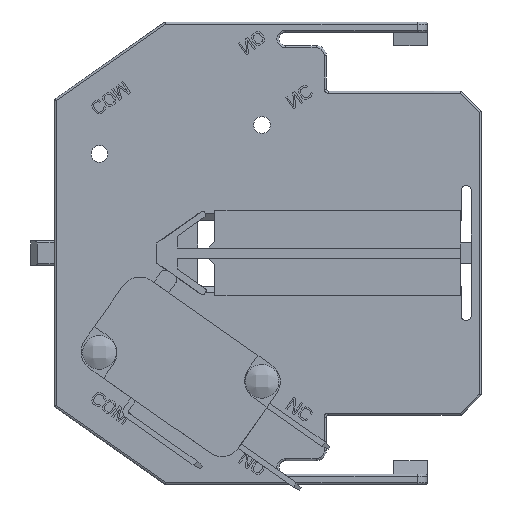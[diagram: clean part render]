
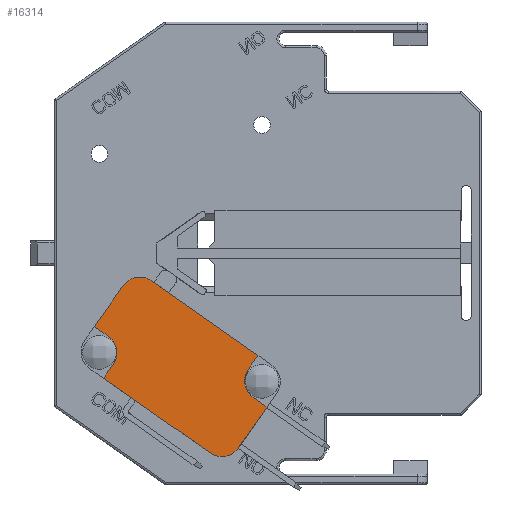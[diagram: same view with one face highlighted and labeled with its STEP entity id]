
A CAD part, left-side view. The second image highlights one B-rep face of the part: STEP entity #16314.
In plain terms, the highlighted planar face has unit normal (-1, 0, 0).
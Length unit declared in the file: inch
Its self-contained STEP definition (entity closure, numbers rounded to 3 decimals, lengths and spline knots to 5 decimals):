
#35 = AXIS2_PLACEMENT_3D ( 'NONE', #20678, #27549, #18314 ) ;
#206 = DIRECTION ( 'NONE',  ( 1., 0., 0. ) ) ;
#242 = VECTOR ( 'NONE', #23163, 39.37008 ) ;
#475 = EDGE_CURVE ( 'NONE', #17685, #4684, #29818, .T. ) ;
#741 = VECTOR ( 'NONE', #23128, 39.37008 ) ;
#932 = CARTESIAN_POINT ( 'NONE',  ( -0.40157, 2.09057, -0.18979 ) ) ;
#1242 = LINE ( 'NONE', #5828, #4535 ) ;
#1500 = CARTESIAN_POINT ( 'NONE',  ( -0.40157, 1.3311, -0.84173 ) ) ;
#2128 = VECTOR ( 'NONE', #3992, 39.37008 ) ;
#2890 = EDGE_CURVE ( 'NONE', #24836, #13616, #26435, .T. ) ;
#3250 = CIRCLE ( 'NONE', #28494, 0.11811 ) ;
#3622 = CARTESIAN_POINT ( 'NONE',  ( -0.40157, 2.2045, -0.73001 ) ) ;
#3747 = AXIS2_PLACEMENT_3D ( 'NONE', #7979, #24354, #10350 ) ;
#3992 = DIRECTION ( 'NONE',  ( 0., -0.574, 0.819 ) ) ;
#4158 = CARTESIAN_POINT ( 'NONE',  ( -0.40157, 1.30365, -0.59661 ) ) ;
#4324 = EDGE_CURVE ( 'NONE', #12683, #17685, #13512, .T. ) ;
#4417 = EDGE_CURVE ( 'NONE', #17839, #21384, #3250, .T. ) ;
#4517 = EDGE_CURVE ( 'NONE', #29923, #13130, #14603, .T. ) ;
#4535 = VECTOR ( 'NONE', #6225, 39.37008 ) ;
#4684 = VERTEX_POINT ( 'NONE', #29860 ) ;
#4852 = ORIENTED_EDGE ( 'NONE', *, *, #2890, .F. ) ;
#5009 = CARTESIAN_POINT ( 'NONE',  ( -0.40157, 1.92608, -0.16078 ) ) ;
#5828 = CARTESIAN_POINT ( 'NONE',  ( -0.40157, 1.92608, -0.16078 ) ) ;
#6225 = DIRECTION ( 'NONE',  ( 0., -0.819, -0.574 ) ) ;
#6770 = CARTESIAN_POINT ( 'NONE',  ( -0.40157, 2.17705, -0.48489 ) ) ;
#7521 = EDGE_CURVE ( 'NONE', #4684, #29923, #7918, .T. ) ;
#7918 = LINE ( 'NONE', #6770, #242 ) ;
#7979 = CARTESIAN_POINT ( 'NONE',  ( -0.40157, 2.2448, -0.58164 ) ) ;
#8085 = EDGE_CURVE ( 'NONE', #21576, #21126, #21433, .T. ) ;
#8222 = CARTESIAN_POINT ( 'NONE',  ( -0.40157, 1.58207, -1.16584 ) ) ;
#8743 = CARTESIAN_POINT ( 'NONE',  ( -0.40157, 1.58207, -1.16584 ) ) ;
#8879 = DIRECTION ( 'NONE',  ( 1., 0., 0. ) ) ;
#9210 = CARTESIAN_POINT ( 'NONE',  ( -0.40157, 1.51433, -1.06909 ) ) ;
#9254 = CARTESIAN_POINT ( 'NONE',  ( -0.40157, 1.26335, -0.74498 ) ) ;
#9810 = EDGE_LOOP ( 'NONE', ( #17497, #29309, #24659, #14699, #12318, #29987, #21034, #4852, #23648, #19320, #13379, #25866, #26205 ) ) ;
#9813 = CARTESIAN_POINT ( 'NONE',  ( -0.40157, 1.41758, -1.13683 ) ) ;
#10079 = VECTOR ( 'NONE', #16584, 39.37008 ) ;
#10179 = EDGE_CURVE ( 'NONE', #21819, #12683, #19809, .T. ) ;
#10350 = DIRECTION ( 'NONE',  ( 0., 0., -1. ) ) ;
#10854 = EDGE_CURVE ( 'NONE', #21384, #21576, #13199, .T. ) ;
#11555 = CARTESIAN_POINT ( 'NONE',  ( -0.40157, 1.75408, -0.66331 ) ) ;
#12239 = AXIS2_PLACEMENT_3D ( 'NONE', #9210, #206, #23433 ) ;
#12318 = ORIENTED_EDGE ( 'NONE', *, *, #4417, .F. ) ;
#12510 = CARTESIAN_POINT ( 'NONE',  ( -0.40157, 1.99382, -0.13942 ) ) ;
#12683 = VERTEX_POINT ( 'NONE', #24140 ) ;
#12900 = VERTEX_POINT ( 'NONE', #4158 ) ;
#13130 = VERTEX_POINT ( 'NONE', #932 ) ;
#13199 = LINE ( 'NONE', #27724, #741 ) ;
#13379 = ORIENTED_EDGE ( 'NONE', *, *, #7521, .F. ) ;
#13512 = LINE ( 'NONE', #3622, #23017 ) ;
#13517 = EDGE_CURVE ( 'NONE', #21126, #21819, #14519, .T. ) ;
#13616 = VERTEX_POINT ( 'NONE', #5009 ) ;
#14515 = CARTESIAN_POINT ( 'NONE',  ( -0.40157, 2.25768, -0.42844 ) ) ;
#14519 = CIRCLE ( 'NONE', #12239, 0.11811 ) ;
#14603 = LINE ( 'NONE', #27128, #2128 ) ;
#14699 = ORIENTED_EDGE ( 'NONE', *, *, #10854, .F. ) ;
#15091 = FACE_OUTER_BOUND ( 'NONE', #9810, .T. ) ;
#15274 = AXIS2_PLACEMENT_3D ( 'NONE', #20021, #29131, #24548 ) ;
#16314 = ADVANCED_FACE ( 'NONE', ( #15091 ), #22904, .F. ) ;
#16584 = DIRECTION ( 'NONE',  ( 0., 0.574, -0.819 ) ) ;
#17246 = LINE ( 'NONE', #19086, #24957 ) ;
#17497 = ORIENTED_EDGE ( 'NONE', *, *, #10179, .F. ) ;
#17685 = VERTEX_POINT ( 'NONE', #20769 ) ;
#17839 = VERTEX_POINT ( 'NONE', #28146 ) ;
#18314 = DIRECTION ( 'NONE',  ( 0., 0., 1. ) ) ;
#18519 = AXIS2_PLACEMENT_3D ( 'NONE', #11555, #8879, #25254 ) ;
#18531 = DIRECTION ( 'NONE',  ( 0., 0., -1. ) ) ;
#19065 = CARTESIAN_POINT ( 'NONE',  ( -0.40157, 1.25047, -0.89818 ) ) ;
#19086 = CARTESIAN_POINT ( 'NONE',  ( -0.40157, 1.30365, -0.59661 ) ) ;
#19320 = ORIENTED_EDGE ( 'NONE', *, *, #4517, .F. ) ;
#19809 = LINE ( 'NONE', #8743, #30050 ) ;
#19830 = EDGE_CURVE ( 'NONE', #13130, #24836, #27729, .T. ) ;
#20021 = CARTESIAN_POINT ( 'NONE',  ( -0.40157, 1.99382, -0.25753 ) ) ;
#20678 = CARTESIAN_POINT ( 'NONE',  ( -0.40157, 1.99382, -0.25753 ) ) ;
#20689 = DIRECTION ( 'NONE',  ( -1., 0., 0. ) ) ;
#20769 = CARTESIAN_POINT ( 'NONE',  ( -0.40157, 2.14805, -0.64939 ) ) ;
#21034 = ORIENTED_EDGE ( 'NONE', *, *, #22442, .F. ) ;
#21126 = VERTEX_POINT ( 'NONE', #9813 ) ;
#21384 = VERTEX_POINT ( 'NONE', #1500 ) ;
#21433 = LINE ( 'NONE', #23339, #10079 ) ;
#21466 = DIRECTION ( 'NONE',  ( 0., 0.574, -0.819 ) ) ;
#21576 = VERTEX_POINT ( 'NONE', #19065 ) ;
#21819 = VERTEX_POINT ( 'NONE', #8222 ) ;
#22442 = EDGE_CURVE ( 'NONE', #13616, #12900, #1242, .T. ) ;
#22904 = PLANE ( 'NONE',  #18519 ) ;
#23017 = VECTOR ( 'NONE', #24603, 39.37008 ) ;
#23128 = DIRECTION ( 'NONE',  ( 0., -0.819, -0.574 ) ) ;
#23163 = DIRECTION ( 'NONE',  ( 0., 0.819, 0.574 ) ) ;
#23339 = CARTESIAN_POINT ( 'NONE',  ( -0.40157, 1.25047, -0.89818 ) ) ;
#23433 = DIRECTION ( 'NONE',  ( 0., 0., 1. ) ) ;
#23648 = ORIENTED_EDGE ( 'NONE', *, *, #19830, .F. ) ;
#24140 = CARTESIAN_POINT ( 'NONE',  ( -0.40157, 2.2045, -0.73001 ) ) ;
#24354 = DIRECTION ( 'NONE',  ( -1., 0., 0. ) ) ;
#24548 = DIRECTION ( 'NONE',  ( 0., 0., 1. ) ) ;
#24603 = DIRECTION ( 'NONE',  ( 0., -0.574, 0.819 ) ) ;
#24659 = ORIENTED_EDGE ( 'NONE', *, *, #8085, .F. ) ;
#24836 = VERTEX_POINT ( 'NONE', #12510 ) ;
#24957 = VECTOR ( 'NONE', #21466, 39.37008 ) ;
#25244 = EDGE_CURVE ( 'NONE', #12900, #17839, #17246, .T. ) ;
#25254 = DIRECTION ( 'NONE',  ( 0., 0., -1. ) ) ;
#25866 = ORIENTED_EDGE ( 'NONE', *, *, #475, .F. ) ;
#25921 = DIRECTION ( 'NONE',  ( 0., 0.819, 0.574 ) ) ;
#26205 = ORIENTED_EDGE ( 'NONE', *, *, #4324, .F. ) ;
#26435 = CIRCLE ( 'NONE', #35, 0.11811 ) ;
#27128 = CARTESIAN_POINT ( 'NONE',  ( -0.40157, 2.25768, -0.42844 ) ) ;
#27549 = DIRECTION ( 'NONE',  ( 1., 0., 0. ) ) ;
#27724 = CARTESIAN_POINT ( 'NONE',  ( -0.40157, 1.3311, -0.84173 ) ) ;
#27729 = CIRCLE ( 'NONE', #15274, 0.11811 ) ;
#28146 = CARTESIAN_POINT ( 'NONE',  ( -0.40157, 1.3601, -0.67723 ) ) ;
#28494 = AXIS2_PLACEMENT_3D ( 'NONE', #9254, #20689, #18531 ) ;
#29131 = DIRECTION ( 'NONE',  ( 1., 0., 0. ) ) ;
#29309 = ORIENTED_EDGE ( 'NONE', *, *, #13517, .F. ) ;
#29818 = CIRCLE ( 'NONE', #3747, 0.11811 ) ;
#29860 = CARTESIAN_POINT ( 'NONE',  ( -0.40157, 2.17705, -0.48489 ) ) ;
#29923 = VERTEX_POINT ( 'NONE', #14515 ) ;
#29987 = ORIENTED_EDGE ( 'NONE', *, *, #25244, .F. ) ;
#30050 = VECTOR ( 'NONE', #25921, 39.37008 ) ;
